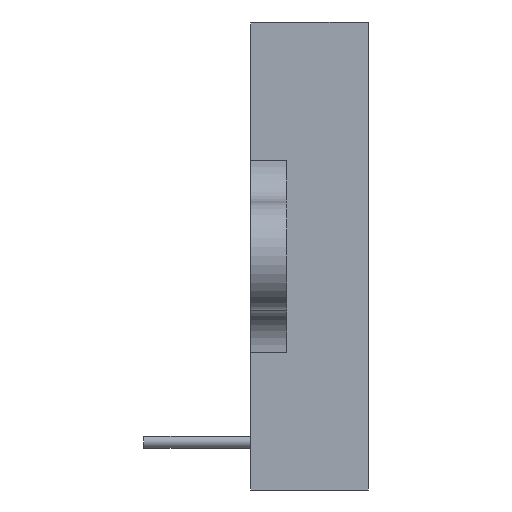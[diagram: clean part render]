
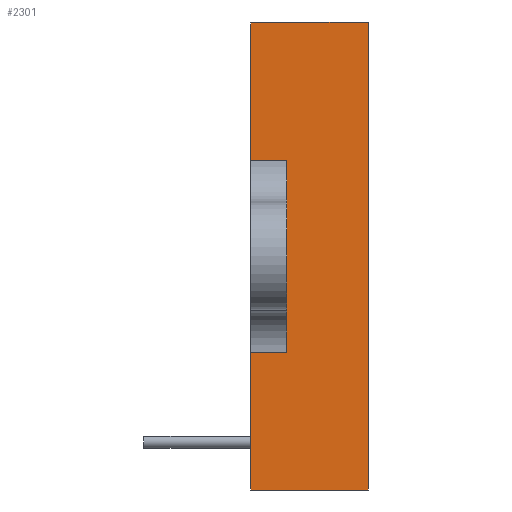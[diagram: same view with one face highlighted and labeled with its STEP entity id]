
A CAD part, left-side view. The second image highlights one B-rep face of the part: STEP entity #2301.
In plain terms, the highlighted planar face has unit normal (-1, 0, 0).
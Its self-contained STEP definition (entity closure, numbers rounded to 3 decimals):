
#40 = AXIS2_PLACEMENT_3D ( 'NONE', #8067, #8122, #8663 ) ;
#304 = DIRECTION ( 'NONE',  ( 0., 1., 0. ) ) ;
#370 = CARTESIAN_POINT ( 'NONE',  ( 0., 6.8, -27.5 ) ) ;
#607 = ORIENTED_EDGE ( 'NONE', *, *, #5032, .T. ) ;
#656 = CARTESIAN_POINT ( 'NONE',  ( 0., 9.8, -11.5 ) ) ;
#959 = CARTESIAN_POINT ( 'NONE',  ( 0., 9.8, -39. ) ) ;
#992 = VECTOR ( 'NONE', #6114, 1000. ) ;
#1059 = EDGE_CURVE ( 'NONE', #2218, #4807, #7737, .T. ) ;
#1069 = CARTESIAN_POINT ( 'NONE',  ( 0., 9.8, 0. ) ) ;
#1071 = CARTESIAN_POINT ( 'NONE',  ( 0., 0., 0. ) ) ;
#1167 = ORIENTED_EDGE ( 'NONE', *, *, #4232, .T. ) ;
#1264 = CARTESIAN_POINT ( 'NONE',  ( 0., 9.8, 0. ) ) ;
#1561 = CARTESIAN_POINT ( 'NONE',  ( 0., 6.8, -11.5 ) ) ;
#1650 = CARTESIAN_POINT ( 'NONE',  ( 0., 6.8, 0. ) ) ;
#2034 = VECTOR ( 'NONE', #7375, 1000. ) ;
#2218 = VERTEX_POINT ( 'NONE', #959 ) ;
#2301 = ADVANCED_FACE ( 'NONE', ( #8275 ), #3000, .F. ) ;
#2483 = EDGE_LOOP ( 'NONE', ( #6455, #1167, #6232, #607, #7670, #9008, #7722, #5195 ) ) ;
#2651 = VERTEX_POINT ( 'NONE', #6353 ) ;
#2962 = VECTOR ( 'NONE', #8080, 1000. ) ;
#3000 = PLANE ( 'NONE',  #40 ) ;
#3079 = LINE ( 'NONE', #1071, #2962 ) ;
#3089 = DIRECTION ( 'NONE',  ( 0., 0., 1. ) ) ;
#3137 = LINE ( 'NONE', #5494, #6377 ) ;
#3213 = VERTEX_POINT ( 'NONE', #1561 ) ;
#3244 = VERTEX_POINT ( 'NONE', #7926 ) ;
#3287 = DIRECTION ( 'NONE',  ( 0., 0., 1. ) ) ;
#3363 = LINE ( 'NONE', #1650, #8182 ) ;
#3696 = EDGE_CURVE ( 'NONE', #4262, #6051, #4985, .T. ) ;
#3850 = CARTESIAN_POINT ( 'NONE',  ( 0., 9.8, -39. ) ) ;
#3889 = LINE ( 'NONE', #3850, #2034 ) ;
#3934 = LINE ( 'NONE', #4457, #6209 ) ;
#4019 = VECTOR ( 'NONE', #3287, 1000. ) ;
#4232 = EDGE_CURVE ( 'NONE', #6759, #4807, #3137, .T. ) ;
#4262 = VERTEX_POINT ( 'NONE', #656 ) ;
#4457 = CARTESIAN_POINT ( 'NONE',  ( 0., 6.8, -11.5 ) ) ;
#4807 = VERTEX_POINT ( 'NONE', #9011 ) ;
#4985 = LINE ( 'NONE', #1264, #992 ) ;
#5032 = EDGE_CURVE ( 'NONE', #2218, #2651, #3889, .T. ) ;
#5195 = ORIENTED_EDGE ( 'NONE', *, *, #8259, .F. ) ;
#5494 = CARTESIAN_POINT ( 'NONE',  ( 0., 6.8, -27.5 ) ) ;
#5967 = EDGE_CURVE ( 'NONE', #6759, #3213, #3363, .T. ) ;
#6051 = VERTEX_POINT ( 'NONE', #8317 ) ;
#6053 = CARTESIAN_POINT ( 'NONE',  ( 0., 9.8, 0. ) ) ;
#6097 = DIRECTION ( 'NONE',  ( 0., 1., 0. ) ) ;
#6114 = DIRECTION ( 'NONE',  ( 0., 0., 1. ) ) ;
#6209 = VECTOR ( 'NONE', #304, 1000. ) ;
#6232 = ORIENTED_EDGE ( 'NONE', *, *, #1059, .F. ) ;
#6249 = EDGE_CURVE ( 'NONE', #6051, #3244, #7237, .T. ) ;
#6353 = CARTESIAN_POINT ( 'NONE',  ( 0., 0., -39. ) ) ;
#6377 = VECTOR ( 'NONE', #6097, 1000. ) ;
#6455 = ORIENTED_EDGE ( 'NONE', *, *, #5967, .F. ) ;
#6677 = VECTOR ( 'NONE', #7234, 1000. ) ;
#6759 = VERTEX_POINT ( 'NONE', #370 ) ;
#7234 = DIRECTION ( 'NONE',  ( 0., -1., 0. ) ) ;
#7237 = LINE ( 'NONE', #1069, #6677 ) ;
#7375 = DIRECTION ( 'NONE',  ( 0., -1., 0. ) ) ;
#7622 = EDGE_CURVE ( 'NONE', #2651, #3244, #3079, .T. ) ;
#7670 = ORIENTED_EDGE ( 'NONE', *, *, #7622, .T. ) ;
#7722 = ORIENTED_EDGE ( 'NONE', *, *, #3696, .F. ) ;
#7737 = LINE ( 'NONE', #6053, #4019 ) ;
#7926 = CARTESIAN_POINT ( 'NONE',  ( 0., 0., 0. ) ) ;
#8067 = CARTESIAN_POINT ( 'NONE',  ( 0., 9.8, 0. ) ) ;
#8080 = DIRECTION ( 'NONE',  ( 0., 0., 1. ) ) ;
#8122 = DIRECTION ( 'NONE',  ( 1., 0., 0. ) ) ;
#8182 = VECTOR ( 'NONE', #3089, 1000. ) ;
#8259 = EDGE_CURVE ( 'NONE', #3213, #4262, #3934, .T. ) ;
#8275 = FACE_OUTER_BOUND ( 'NONE', #2483, .T. ) ;
#8317 = CARTESIAN_POINT ( 'NONE',  ( 0., 9.8, 0. ) ) ;
#8663 = DIRECTION ( 'NONE',  ( 0., 0., -1. ) ) ;
#9008 = ORIENTED_EDGE ( 'NONE', *, *, #6249, .F. ) ;
#9011 = CARTESIAN_POINT ( 'NONE',  ( 0., 9.8, -27.5 ) ) ;
